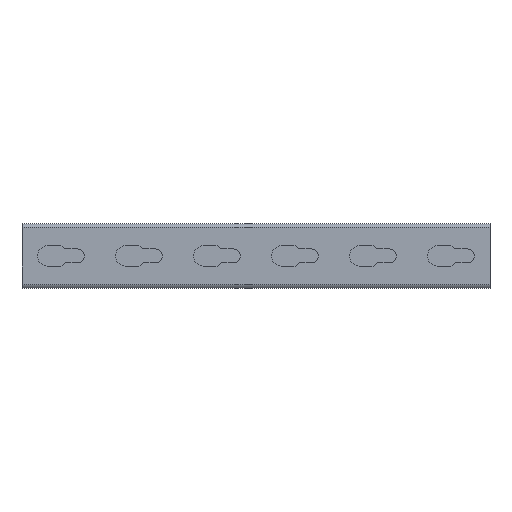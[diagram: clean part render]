
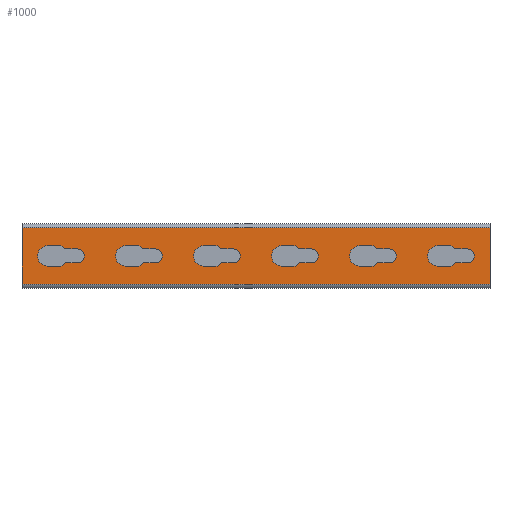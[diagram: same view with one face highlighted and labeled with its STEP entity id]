
A CAD part, top view. The second image highlights one B-rep face of the part: STEP entity #1000.
In plain terms, the highlighted planar face has unit normal (0, 0, 1).
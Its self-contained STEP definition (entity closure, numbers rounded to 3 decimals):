
#80=FACE_OUTER_BOUND('',#116,.T.);
#116=EDGE_LOOP('',(#844,#845,#846,#847));
#166=LINE('',#1364,#292);
#215=LINE('',#1484,#341);
#217=LINE('',#1489,#343);
#219=LINE('',#1492,#345);
#292=VECTOR('',#1092,1.);
#341=VECTOR('',#1201,1.);
#343=VECTOR('',#1207,1.);
#345=VECTOR('',#1211,1.);
#418=VERTEX_POINT('',#1362);
#419=VERTEX_POINT('',#1363);
#459=VERTEX_POINT('',#1481);
#460=VERTEX_POINT('',#1483);
#558=EDGE_CURVE('',#418,#419,#166,.T.);
#618=EDGE_CURVE('',#460,#459,#215,.T.);
#621=EDGE_CURVE('',#419,#459,#217,.T.);
#623=EDGE_CURVE('',#460,#418,#219,.T.);
#844=ORIENTED_EDGE('',*,*,#623,.F.);
#845=ORIENTED_EDGE('',*,*,#618,.T.);
#846=ORIENTED_EDGE('',*,*,#621,.F.);
#847=ORIENTED_EDGE('',*,*,#558,.F.);
#964=PLANE('',#1050);
#1000=ADVANCED_FACE('',(#80),#964,.T.);
#1050=AXIS2_PLACEMENT_3D('',#1493,#1212,#1213);
#1092=DIRECTION('',(0.,-1.,0.));
#1201=DIRECTION('',(0.,-1.,0.));
#1207=DIRECTION('',(-1.,0.,0.));
#1211=DIRECTION('',(1.,0.,0.));
#1212=DIRECTION('center_axis',(0.,0.,1.));
#1213=DIRECTION('ref_axis',(0.,-1.,0.));
#1362=CARTESIAN_POINT('',(302.116,39.543,20.268));
#1363=CARTESIAN_POINT('',(302.116,3.543,20.268));
#1364=CARTESIAN_POINT('',(302.116,39.543,20.268));
#1481=CARTESIAN_POINT('',(2.116,3.543,20.268));
#1483=CARTESIAN_POINT('',(2.116,39.543,20.268));
#1484=CARTESIAN_POINT('',(2.116,42.043,20.268));
#1489=CARTESIAN_POINT('',(2.116,3.543,20.268));
#1492=CARTESIAN_POINT('',(2.116,39.543,20.268));
#1493=CARTESIAN_POINT('Origin',(2.116,42.043,20.268));
